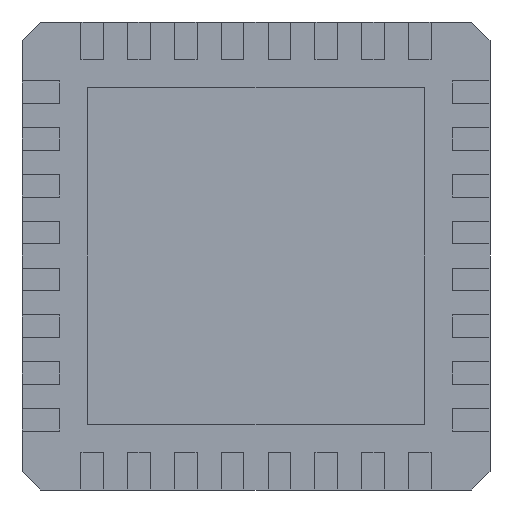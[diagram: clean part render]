
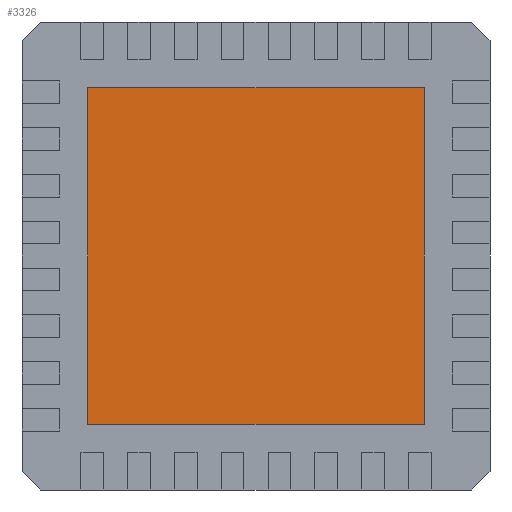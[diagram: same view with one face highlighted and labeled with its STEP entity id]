
A CAD part, front view. The second image highlights one B-rep face of the part: STEP entity #3326.
In plain terms, the highlighted planar face has unit normal (0, -1, 0).
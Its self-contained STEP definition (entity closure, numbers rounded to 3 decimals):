
#566 = EDGE_CURVE ( 'NONE', #24722, #17813, #3477, .T. ) ;
#2466 = VERTEX_POINT ( 'NONE', #11117 ) ;
#3288 = VECTOR ( 'NONE', #14294, 1000. ) ;
#3326 = ADVANCED_FACE ( 'NONE', ( #10994 ), #6835, .T. ) ;
#3477 = LINE ( 'NONE', #18244, #8743 ) ;
#3882 = DIRECTION ( 'NONE',  ( 0., 0., 1. ) ) ;
#4627 = ORIENTED_EDGE ( 'NONE', *, *, #21089, .T. ) ;
#4639 = CARTESIAN_POINT ( 'NONE',  ( -1.8, 0., -1.8 ) ) ;
#6166 = EDGE_CURVE ( 'NONE', #2466, #6293, #21908, .T. ) ;
#6293 = VERTEX_POINT ( 'NONE', #19380 ) ;
#6835 = PLANE ( 'NONE',  #16194 ) ;
#7242 = DIRECTION ( 'NONE',  ( 0., -1., 0. ) ) ;
#7458 = LINE ( 'NONE', #20149, #14170 ) ;
#8743 = VECTOR ( 'NONE', #3882, 1000. ) ;
#8936 = ORIENTED_EDGE ( 'NONE', *, *, #566, .T. ) ;
#9600 = ORIENTED_EDGE ( 'NONE', *, *, #24830, .T. ) ;
#10994 = FACE_OUTER_BOUND ( 'NONE', #17612, .T. ) ;
#11117 = CARTESIAN_POINT ( 'NONE',  ( -1.8, 0., 1.8 ) ) ;
#11320 = ORIENTED_EDGE ( 'NONE', *, *, #6166, .T. ) ;
#11779 = CARTESIAN_POINT ( 'NONE',  ( 1.8, 0., -1.8 ) ) ;
#13441 = CARTESIAN_POINT ( 'NONE',  ( 0., 0., 0. ) ) ;
#14170 = VECTOR ( 'NONE', #20007, 1000. ) ;
#14294 = DIRECTION ( 'NONE',  ( -1., 0., 0. ) ) ;
#15658 = VECTOR ( 'NONE', #26187, 1000. ) ;
#16194 = AXIS2_PLACEMENT_3D ( 'NONE', #13441, #7242, #19393 ) ;
#16542 = CARTESIAN_POINT ( 'NONE',  ( 1.8, 0., 1.8 ) ) ;
#17612 = EDGE_LOOP ( 'NONE', ( #11320, #4627, #8936, #9600 ) ) ;
#17813 = VERTEX_POINT ( 'NONE', #16542 ) ;
#18244 = CARTESIAN_POINT ( 'NONE',  ( 1.8, 0., -1.8 ) ) ;
#19380 = CARTESIAN_POINT ( 'NONE',  ( -1.8, 0., -1.8 ) ) ;
#19393 = DIRECTION ( 'NONE',  ( 0., 0., -1. ) ) ;
#20007 = DIRECTION ( 'NONE',  ( 1., 0., 0. ) ) ;
#20149 = CARTESIAN_POINT ( 'NONE',  ( 1.8, 0., -1.8 ) ) ;
#21089 = EDGE_CURVE ( 'NONE', #6293, #24722, #7458, .T. ) ;
#21908 = LINE ( 'NONE', #4639, #15658 ) ;
#22879 = LINE ( 'NONE', #27184, #3288 ) ;
#24722 = VERTEX_POINT ( 'NONE', #11779 ) ;
#24830 = EDGE_CURVE ( 'NONE', #17813, #2466, #22879, .T. ) ;
#26187 = DIRECTION ( 'NONE',  ( 0., 0., -1. ) ) ;
#27184 = CARTESIAN_POINT ( 'NONE',  ( 1.8, 0., 1.8 ) ) ;
